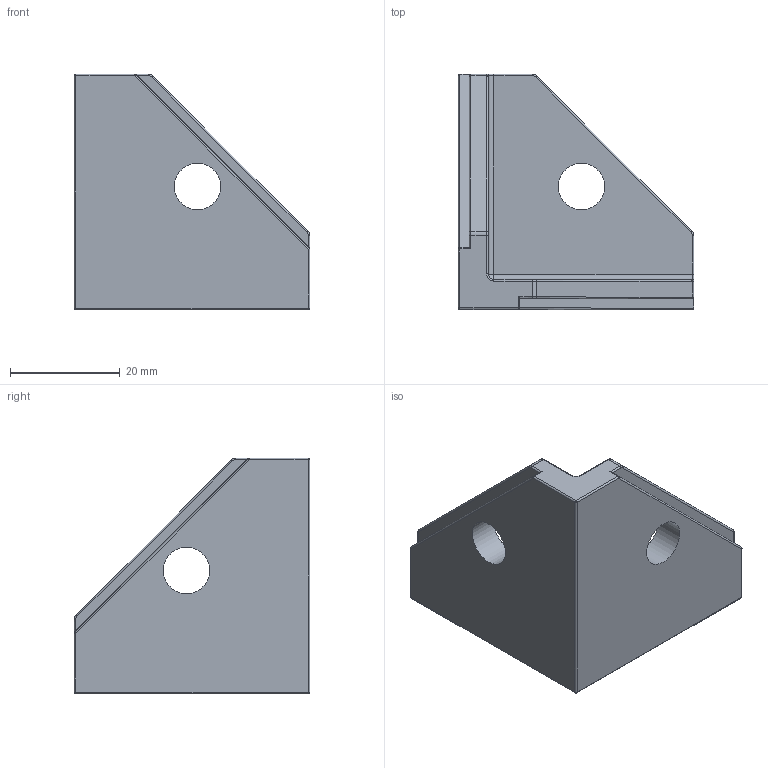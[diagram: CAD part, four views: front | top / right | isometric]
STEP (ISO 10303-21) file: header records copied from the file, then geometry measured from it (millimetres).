
FILE_DESCRIPTION(/* description */ ('Połączenie usztywniające do profilu 104503'),/* implementation_level */ '2;1');
FILE_NAME(/* name */ '304503.stp',/* time_stamp */ '2022-08-05T12:47:52+02:00',/* author */ ('aluteckkpl_am'),/* organization */ (''),/* preprocessor_version */ 'ST-DEVELOPER v18.1',/* originating_system */ 'Autodesk Inventor 2021',/* authorisation */ '');
FILE_SCHEMA (('CONFIG_CONTROL_DESIGN'));
Length unit declared in the file: millimetre
Products named in the file (1): 304503
Bounding box: 43 x 43 x 43 mm (x, y, z)
Volume: 18393.1 mm3; surface area: 8249 mm2
Topology: 1 solids, 1 shells, 90 faces, 218 edges, 121 vertices
Faces by surface type: cylinder 47, plane 18, torus 15, sphere 10
Full cylindrical faces by diameter (mm): 8.5 x3
Entity records: 2600 total; most frequent: DIRECTION 505, CARTESIAN_POINT 421, ORIENTED_EDGE 418, EDGE_CURVE 209, AXIS2_PLACEMENT_3D 205, VERTEX_POINT 121, CIRCLE 102, EDGE_LOOP 96
